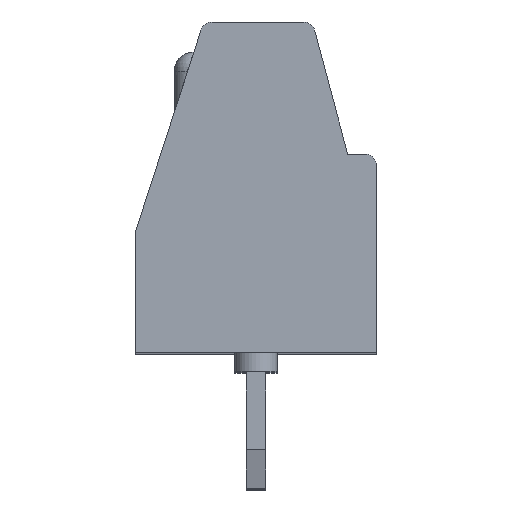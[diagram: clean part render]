
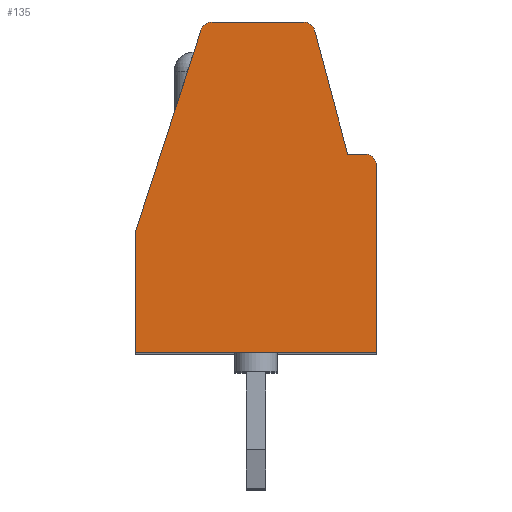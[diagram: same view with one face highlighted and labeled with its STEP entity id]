
A CAD part, top view. The second image highlights one B-rep face of the part: STEP entity #135.
In plain terms, the highlighted planar face has unit normal (0, 0, 1).
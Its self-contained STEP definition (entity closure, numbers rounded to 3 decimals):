
#135=ADVANCED_FACE('',(#637),#638,.F.);
#637=FACE_OUTER_BOUND('',#1583,.T.);
#638=PLANE('',#1584);
#1583=EDGE_LOOP('',(#2849,#2850,#2851,#2852,#2853,#2854,#2855,#2856,#2857,#2858));
#1584=AXIS2_PLACEMENT_3D('',#2859,#2860,#2861);
#2849=ORIENTED_EDGE('',*,*,#6128,.F.);
#2850=ORIENTED_EDGE('',*,*,#6129,.F.);
#2851=ORIENTED_EDGE('',*,*,#6130,.T.);
#2852=ORIENTED_EDGE('',*,*,#6131,.T.);
#2853=ORIENTED_EDGE('',*,*,#6132,.F.);
#2854=ORIENTED_EDGE('',*,*,#6133,.T.);
#2855=ORIENTED_EDGE('',*,*,#6134,.F.);
#2856=ORIENTED_EDGE('',*,*,#6135,.T.);
#2857=ORIENTED_EDGE('',*,*,#6136,.F.);
#2858=ORIENTED_EDGE('',*,*,#6137,.F.);
#2859=CARTESIAN_POINT('',(-24.323,-6.451,0.));
#2860=DIRECTION('',(0.,0.0,-1.0));
#2861=DIRECTION('',(-1.0,0.0,0.));
#6128=EDGE_CURVE('',#7436,#7437,#7438,.T.);
#6129=EDGE_CURVE('',#7439,#7436,#7440,.T.);
#6130=EDGE_CURVE('',#7439,#7441,#7442,.T.);
#6131=EDGE_CURVE('',#7441,#7443,#7444,.T.);
#6132=EDGE_CURVE('',#7445,#7443,#7446,.T.);
#6133=EDGE_CURVE('',#7445,#7447,#7448,.T.);
#6134=EDGE_CURVE('',#7449,#7447,#7450,.T.);
#6135=EDGE_CURVE('',#7449,#7451,#7452,.T.);
#6136=EDGE_CURVE('',#7453,#7451,#7454,.T.);
#6137=EDGE_CURVE('',#7437,#7453,#7455,.T.);
#7436=VERTEX_POINT('',#9358);
#7437=VERTEX_POINT('',#9359);
#7438=LINE('',#9360,#9361);
#7439=VERTEX_POINT('',#9362);
#7440=CIRCLE('',#9363,0.3);
#7441=VERTEX_POINT('',#9364);
#7442=LINE('',#9365,#9366);
#7443=VERTEX_POINT('',#9367);
#7444=LINE('',#9368,#9369);
#7445=VERTEX_POINT('',#9370);
#7446=CIRCLE('',#9371,0.3);
#7447=VERTEX_POINT('',#9372);
#7448=LINE('',#9373,#9374);
#7449=VERTEX_POINT('',#9375);
#7450=CIRCLE('',#9376,0.3);
#7451=VERTEX_POINT('',#9377);
#7452=LINE('',#9378,#9379);
#7453=VERTEX_POINT('',#9380);
#7454=LINE('',#9381,#9382);
#7455=LINE('',#9383,#9384);
#9358=CARTESIAN_POINT('',(0.,4.8,0.));
#9359=CARTESIAN_POINT('',(0.0,0.0,0.0));
#9360=CARTESIAN_POINT('',(0.0,0.15,0.0));
#9361=VECTOR('',#12389,1.0);
#9362=CARTESIAN_POINT('',(-0.3,5.1,0.0));
#9363=AXIS2_PLACEMENT_3D('',#12390,#12391,#12392);
#9364=CARTESIAN_POINT('',(-0.739,5.1,0.0));
#9365=CARTESIAN_POINT('',(-0.3,5.1,0.0));
#9366=VECTOR('',#12393,1.0);
#9367=CARTESIAN_POINT('',(-1.59,8.278,0.0));
#9368=CARTESIAN_POINT('',(-0.739,5.1,0.0));
#9369=VECTOR('',#12394,1.0);
#9370=CARTESIAN_POINT('',(-1.88,8.5,0.0));
#9371=AXIS2_PLACEMENT_3D('',#12395,#12396,#12397);
#9372=CARTESIAN_POINT('',(-4.232,8.5,0.0));
#9373=CARTESIAN_POINT('',(-1.88,8.5,0.0));
#9374=VECTOR('',#12398,1.0);
#9375=CARTESIAN_POINT('',(-4.517,8.293,0.0));
#9376=AXIS2_PLACEMENT_3D('',#12399,#12400,#12401);
#9377=CARTESIAN_POINT('',(-6.2,3.114,0.));
#9378=CARTESIAN_POINT('',(-5.2,6.192,0.0));
#9379=VECTOR('',#12402,1.0);
#9380=CARTESIAN_POINT('',(-6.2,0.0,0.));
#9381=CARTESIAN_POINT('',(-6.2,0.0,0.));
#9382=VECTOR('',#12403,1.0);
#9383=CARTESIAN_POINT('',(50.047,0.0,0.));
#9384=VECTOR('',#12404,1.0);
#12389=DIRECTION('',(0.0,-1.0,-0.0));
#12390=CARTESIAN_POINT('',(-0.3,4.8,0.0));
#12391=DIRECTION('',(0.,0.0,-1.0));
#12392=DIRECTION('',(-1.0,0.0,0.));
#12393=DIRECTION('',(-1.0,0.0,0.));
#12394=DIRECTION('',(-0.259,0.966,0.));
#12395=CARTESIAN_POINT('',(-1.88,8.2,0.0));
#12396=DIRECTION('',(0.,0.0,-1.0));
#12397=DIRECTION('',(-1.0,0.0,0.));
#12398=DIRECTION('',(-1.0,0.0,0.));
#12399=CARTESIAN_POINT('',(-4.232,8.2,0.0));
#12400=DIRECTION('',(0.,0.0,-1.0));
#12401=DIRECTION('',(-1.0,0.0,0.));
#12402=DIRECTION('',(-0.309,-0.951,0.));
#12403=DIRECTION('',(0.,1.0,0.));
#12404=DIRECTION('',(-1.0,0.0,0.));
